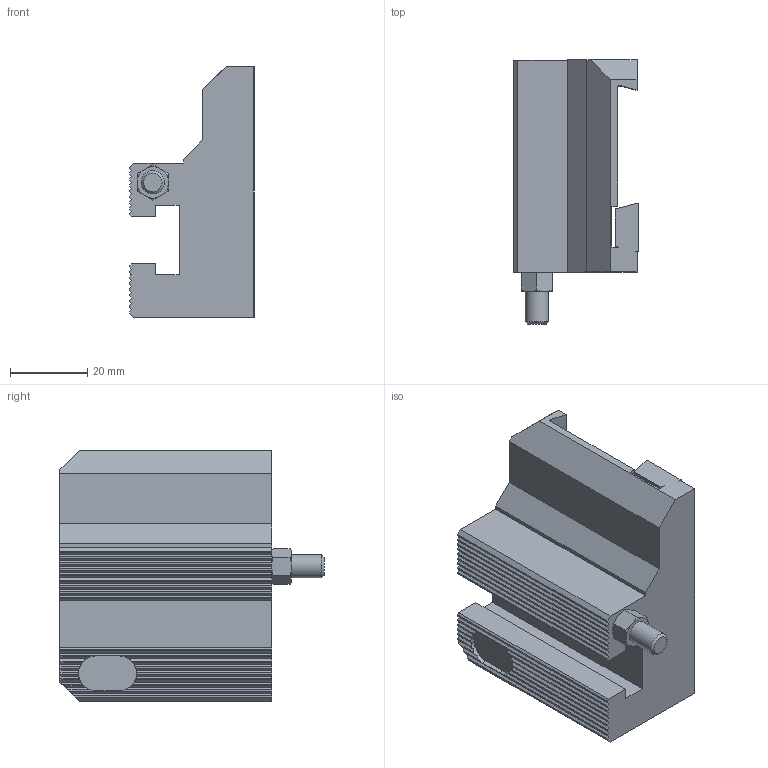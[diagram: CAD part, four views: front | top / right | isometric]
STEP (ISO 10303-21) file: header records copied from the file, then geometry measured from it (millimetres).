
FILE_DESCRIPTION(/* description */ (''),/* implementation_level */ '2;1');
FILE_NAME(/* name */ 'W9990021A_stp.stp',/* time_stamp */ '2009-06-17T10:34:12+02:00',/* author */ (''),/* organization */ (''),/* preprocessor_version */ 'ST-DEVELOPER v11',/* originating_system */ 'UGS - NX 5.0',/* authorisation */ '');
FILE_SCHEMA (('AUTOMOTIVE_DESIGN { 1 0 10303 214 0 1 1 1 }'));
Length unit declared in the file: millimetre
Products named in the file (1): krue8E9Cda1j
Bounding box: 32.33 x 68.5 x 65 mm (x, y, z)
Volume: 66909.6 mm3; surface area: 17842.5 mm2
Topology: 1 solids, 1 shells, 137 faces, 395 edges, 263 vertices
Faces by surface type: plane 118, cone 13, cylinder 6
Full cylindrical faces by diameter (mm): 6 x1
Entity records: 4491 total; most frequent: CARTESIAN_POINT 864, ORIENTED_EDGE 784, DIRECTION 705, EDGE_CURVE 392, LINE 307, VECTOR 307, VERTEX_POINT 262, AXIS2_PLACEMENT_3D 199
